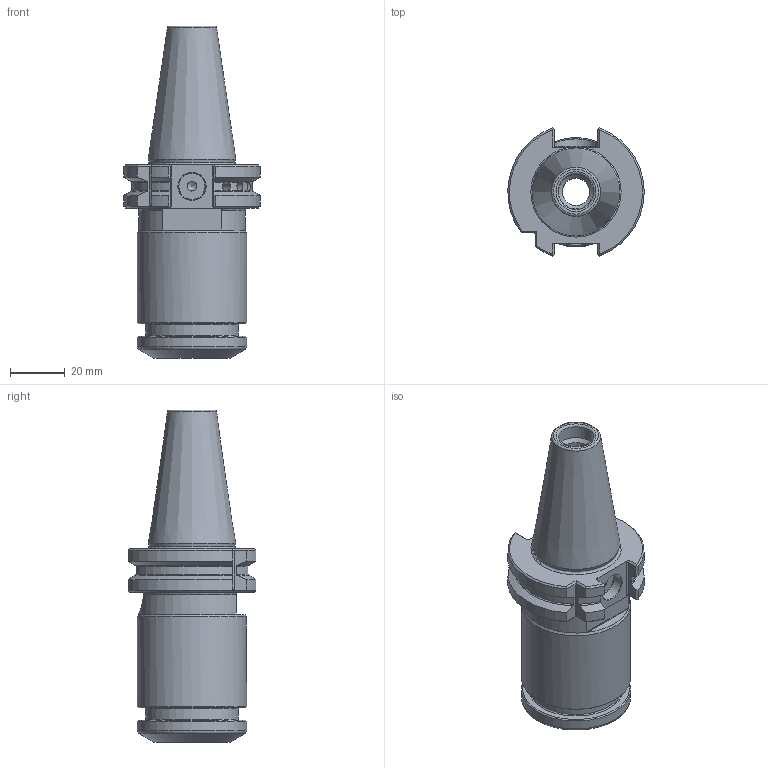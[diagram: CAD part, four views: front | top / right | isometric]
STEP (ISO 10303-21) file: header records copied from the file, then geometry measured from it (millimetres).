
FILE_DESCRIPTION(/* description */ (''),/* implementation_level */ '2;1');
FILE_NAME(/* name */ '223072540.stp',/* time_stamp */ '2021-01-12T12:30:28',/* author */ ('LRA'),/* organization */ ('REGO-FIX'),/* preprocessor_version */ ' Unknown',/* originating_system */ 'SIEMENS PLM Software Solid Edge ST10',/* authorization */ 'Unknown');
FILE_SCHEMA (('AUTOMOTIVE_DESIGN { 1 0 10303 214 2 1 1}'));
Length unit declared in the file: millimetre
Products named in the file (1): NOCUT
Bounding box: 49.99 x 46.89 x 121.65 mm (x, y, z)
Volume: 81384 mm3; surface area: 23925.5 mm2
Topology: 1 solids, 1 shells, 131 faces, 345 edges, 218 vertices
Faces by surface type: plane 50, cylinder 38, cone 27, torus 16
Full cylindrical faces by diameter (mm): 3.5 x3, 10 x1, 10.106 x2, 13 x1, 25 x1, 34 x1, 40 x2
Entity records: 4830 total; most frequent: CARTESIAN_POINT 903, DIRECTION 604, ORIENTED_EDGE 600, EDGE_CURVE 300, AXIS2_PLACEMENT_3D 245, VERTEX_POINT 210, FACE_BOUND 172, EDGE_LOOP 168
